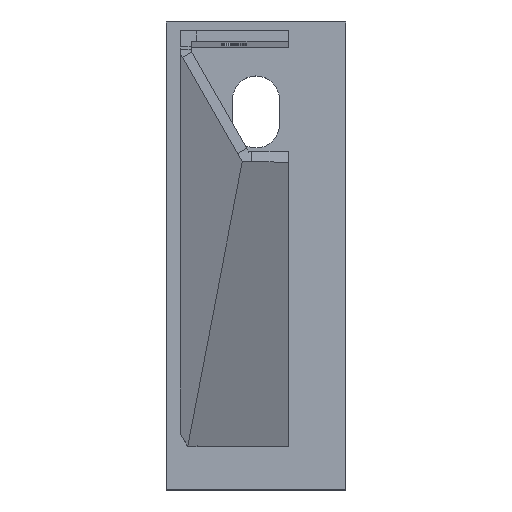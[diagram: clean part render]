
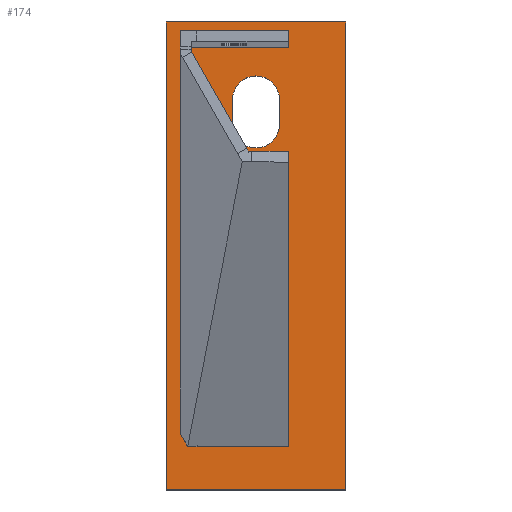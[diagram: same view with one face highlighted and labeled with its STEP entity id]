
A CAD part, top view. The second image highlights one B-rep face of the part: STEP entity #174.
In plain terms, the highlighted planar face has unit normal (0, 0, 1).
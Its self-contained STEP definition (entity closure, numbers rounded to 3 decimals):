
#29 = CARTESIAN_POINT ( 'NONE',  ( -6.5, -7., 8. ) ) ;
#51 = DIRECTION ( 'NONE',  ( 1., 0., 0. ) ) ;
#80 = CARTESIAN_POINT ( 'NONE',  ( -6.5, 0., 8. ) ) ;
#143 = CARTESIAN_POINT ( 'NONE',  ( 6.5, 0., 8. ) ) ;
#174 = ADVANCED_FACE ( 'NONE', ( #1933, #464 ), #2123, .T. ) ;
#244 = CARTESIAN_POINT ( 'NONE',  ( 25., -108.5, 8. ) ) ;
#290 = LINE ( 'NONE', #2180, #1770 ) ;
#322 = DIRECTION ( 'NONE',  ( -1., 0., 0. ) ) ;
#394 = VERTEX_POINT ( 'NONE', #2659 ) ;
#464 = FACE_BOUND ( 'NONE', #1956, .T. ) ;
#532 = EDGE_LOOP ( 'NONE', ( #755, #819, #776, #826 ) ) ;
#550 = AXIS2_PLACEMENT_3D ( 'NONE', #1961, #2367, #1513 ) ;
#616 = VERTEX_POINT ( 'NONE', #244 ) ;
#624 = DIRECTION ( 'NONE',  ( 0., 1., 0. ) ) ;
#672 = DIRECTION ( 'NONE',  ( 0., -1., 0. ) ) ;
#677 = VECTOR ( 'NONE', #322, 1000. ) ;
#699 = LINE ( 'NONE', #1126, #989 ) ;
#712 = DIRECTION ( 'NONE',  ( 0., 0., 1. ) ) ;
#755 = ORIENTED_EDGE ( 'NONE', *, *, #2585, .T. ) ;
#776 = ORIENTED_EDGE ( 'NONE', *, *, #1680, .T. ) ;
#795 = ORIENTED_EDGE ( 'NONE', *, *, #1676, .F. ) ;
#797 = DIRECTION ( 'NONE',  ( 1., 0., 0. ) ) ;
#816 = CARTESIAN_POINT ( 'NONE',  ( 25., 21.5, 8. ) ) ;
#819 = ORIENTED_EDGE ( 'NONE', *, *, #2211, .T. ) ;
#826 = ORIENTED_EDGE ( 'NONE', *, *, #1217, .T. ) ;
#870 = AXIS2_PLACEMENT_3D ( 'NONE', #1730, #712, #51 ) ;
#989 = VECTOR ( 'NONE', #672, 1000. ) ;
#1110 = LINE ( 'NONE', #1359, #677 ) ;
#1123 = EDGE_CURVE ( 'NONE', #2186, #1901, #1685, .T. ) ;
#1126 = CARTESIAN_POINT ( 'NONE',  ( -6.5, 0., 8. ) ) ;
#1127 = CIRCLE ( 'NONE', #550, 6.5 ) ;
#1193 = VERTEX_POINT ( 'NONE', #1333 ) ;
#1217 = EDGE_CURVE ( 'NONE', #394, #1440, #1110, .T. ) ;
#1233 = DIRECTION ( 'NONE',  ( 0., 1., 0. ) ) ;
#1237 = ORIENTED_EDGE ( 'NONE', *, *, #1123, .F. ) ;
#1333 = CARTESIAN_POINT ( 'NONE',  ( -25., -108.5, 8. ) ) ;
#1359 = CARTESIAN_POINT ( 'NONE',  ( -25., 21.5, 8. ) ) ;
#1440 = VERTEX_POINT ( 'NONE', #2115 ) ;
#1445 = VERTEX_POINT ( 'NONE', #29 ) ;
#1455 = CARTESIAN_POINT ( 'NONE',  ( 0., -7., 8. ) ) ;
#1507 = ORIENTED_EDGE ( 'NONE', *, *, #2632, .F. ) ;
#1513 = DIRECTION ( 'NONE',  ( 1., 0., 0. ) ) ;
#1520 = VECTOR ( 'NONE', #1233, 1000. ) ;
#1527 = CARTESIAN_POINT ( 'NONE',  ( -25., 21.5, 8. ) ) ;
#1613 = DIRECTION ( 'NONE',  ( 0., 0., 1. ) ) ;
#1676 = EDGE_CURVE ( 'NONE', #1445, #2186, #1683, .T. ) ;
#1680 = EDGE_CURVE ( 'NONE', #616, #394, #2233, .T. ) ;
#1683 = CIRCLE ( 'NONE', #2035, 6.5 ) ;
#1685 = LINE ( 'NONE', #2311, #2553 ) ;
#1701 = LINE ( 'NONE', #1527, #2153 ) ;
#1715 = DIRECTION ( 'NONE',  ( 0., -1., 0. ) ) ;
#1730 = CARTESIAN_POINT ( 'NONE',  ( -25., -108.5, 8. ) ) ;
#1770 = VECTOR ( 'NONE', #1976, 1000. ) ;
#1901 = VERTEX_POINT ( 'NONE', #143 ) ;
#1933 = FACE_OUTER_BOUND ( 'NONE', #532, .T. ) ;
#1956 = EDGE_LOOP ( 'NONE', ( #2469, #1507, #1237, #795 ) ) ;
#1961 = CARTESIAN_POINT ( 'NONE',  ( 0., 0., 8. ) ) ;
#1976 = DIRECTION ( 'NONE',  ( 1., 0., 0. ) ) ;
#2035 = AXIS2_PLACEMENT_3D ( 'NONE', #1455, #1613, #797 ) ;
#2115 = CARTESIAN_POINT ( 'NONE',  ( -25., 21.5, 8. ) ) ;
#2123 = PLANE ( 'NONE',  #870 ) ;
#2153 = VECTOR ( 'NONE', #1715, 1000. ) ;
#2180 = CARTESIAN_POINT ( 'NONE',  ( -25., -108.5, 8. ) ) ;
#2186 = VERTEX_POINT ( 'NONE', #2543 ) ;
#2211 = EDGE_CURVE ( 'NONE', #1193, #616, #290, .T. ) ;
#2233 = LINE ( 'NONE', #816, #1520 ) ;
#2256 = VERTEX_POINT ( 'NONE', #80 ) ;
#2311 = CARTESIAN_POINT ( 'NONE',  ( 6.5, 0., 8. ) ) ;
#2367 = DIRECTION ( 'NONE',  ( 0., 0., 1. ) ) ;
#2469 = ORIENTED_EDGE ( 'NONE', *, *, #2616, .F. ) ;
#2543 = CARTESIAN_POINT ( 'NONE',  ( 6.5, -7., 8. ) ) ;
#2553 = VECTOR ( 'NONE', #624, 1000. ) ;
#2585 = EDGE_CURVE ( 'NONE', #1440, #1193, #1701, .T. ) ;
#2616 = EDGE_CURVE ( 'NONE', #2256, #1445, #699, .T. ) ;
#2632 = EDGE_CURVE ( 'NONE', #1901, #2256, #1127, .T. ) ;
#2659 = CARTESIAN_POINT ( 'NONE',  ( 25., 21.5, 8. ) ) ;
